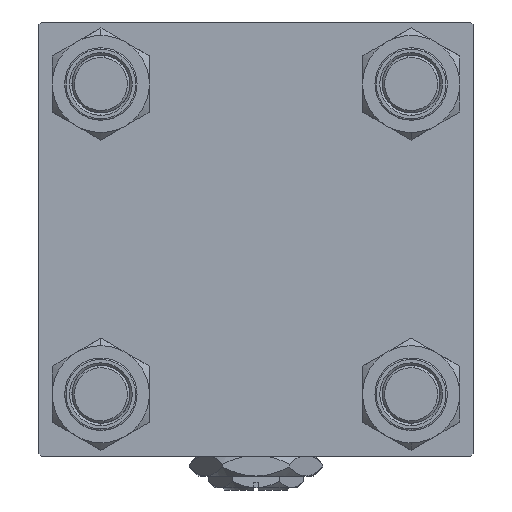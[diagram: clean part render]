
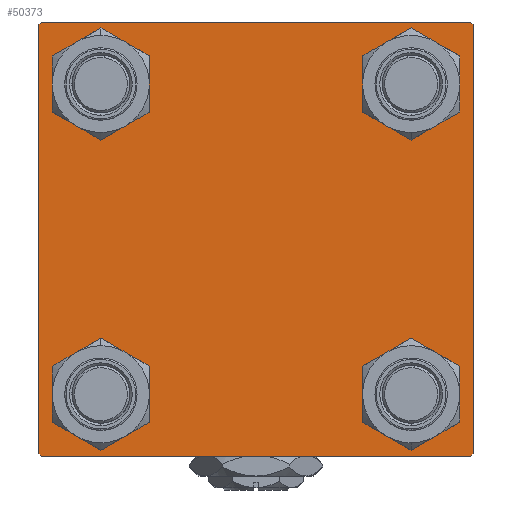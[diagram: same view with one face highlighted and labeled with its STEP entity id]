
A CAD part, left-side view. The second image highlights one B-rep face of the part: STEP entity #50373.
In plain terms, the highlighted planar face has unit normal (-1, 0, 0).
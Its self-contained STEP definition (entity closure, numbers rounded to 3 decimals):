
#147 = ORIENTED_EDGE ( 'NONE', *, *, #34433, .T. ) ;
#810 = ORIENTED_EDGE ( 'NONE', *, *, #17593, .T. ) ;
#2147 = DIRECTION ( 'NONE',  ( 1., 0., 0. ) ) ;
#2275 = FACE_BOUND ( 'NONE', #27395, .T. ) ;
#2622 = VERTEX_POINT ( 'NONE', #13896 ) ;
#2798 = CIRCLE ( 'NONE', #9548, 6.5 ) ;
#3231 = CARTESIAN_POINT ( 'NONE',  ( 0., -32.15, 32.15 ) ) ;
#4500 = EDGE_CURVE ( 'NONE', #44318, #12653, #28742, .T. ) ;
#4542 = CARTESIAN_POINT ( 'NONE',  ( 0., 32.15, -32.15 ) ) ;
#4663 = CARTESIAN_POINT ( 'NONE',  ( 0., -44.75, 44.75 ) ) ;
#4976 = VECTOR ( 'NONE', #50772, 1000. ) ;
#5976 = VERTEX_POINT ( 'NONE', #37409 ) ;
#7116 = DIRECTION ( 'NONE',  ( 0., 0., -1. ) ) ;
#8395 = DIRECTION ( 'NONE',  ( 0., -0.707, 0.707 ) ) ;
#8539 = DIRECTION ( 'NONE',  ( 1., 0., 0. ) ) ;
#8664 = CARTESIAN_POINT ( 'NONE',  ( 0., -44.75, -44.75 ) ) ;
#9499 = VERTEX_POINT ( 'NONE', #35752 ) ;
#9548 = AXIS2_PLACEMENT_3D ( 'NONE', #46839, #26167, #27220 ) ;
#9694 = CARTESIAN_POINT ( 'NONE',  ( 0., -45., -44.5 ) ) ;
#10231 = AXIS2_PLACEMENT_3D ( 'NONE', #47318, #14957, #39354 ) ;
#10306 = AXIS2_PLACEMENT_3D ( 'NONE', #4542, #37921, #32906 ) ;
#10352 = VECTOR ( 'NONE', #30054, 1000. ) ;
#10493 = FACE_OUTER_BOUND ( 'NONE', #50197, .T. ) ;
#11699 = DIRECTION ( 'NONE',  ( 0., 0., 1. ) ) ;
#11729 = DIRECTION ( 'NONE',  ( 0., 0., -1. ) ) ;
#11760 = VERTEX_POINT ( 'NONE', #48904 ) ;
#12309 = EDGE_CURVE ( 'NONE', #5976, #26502, #28012, .T. ) ;
#12653 = VERTEX_POINT ( 'NONE', #13494 ) ;
#12936 = CARTESIAN_POINT ( 'NONE',  ( 0., 32.15, -38.65 ) ) ;
#13494 = CARTESIAN_POINT ( 'NONE',  ( 0., 32.15, 38.65 ) ) ;
#13534 = ORIENTED_EDGE ( 'NONE', *, *, #4500, .T. ) ;
#13815 = DIRECTION ( 'NONE',  ( 0., 0., 1. ) ) ;
#13880 = LINE ( 'NONE', #26067, #10352 ) ;
#13896 = CARTESIAN_POINT ( 'NONE',  ( 0., 45., -44.5 ) ) ;
#13943 = FACE_BOUND ( 'NONE', #14265, .T. ) ;
#14016 = EDGE_CURVE ( 'NONE', #27057, #22457, #13880, .T. ) ;
#14169 = EDGE_CURVE ( 'NONE', #18986, #9499, #41647, .T. ) ;
#14265 = EDGE_LOOP ( 'NONE', ( #44233, #24855 ) ) ;
#14460 = CIRCLE ( 'NONE', #10231, 6.5 ) ;
#14678 = CARTESIAN_POINT ( 'NONE',  ( 0., 44.75, 44.75 ) ) ;
#14957 = DIRECTION ( 'NONE',  ( 1., 0., 0. ) ) ;
#15738 = ORIENTED_EDGE ( 'NONE', *, *, #51240, .T. ) ;
#16083 = LINE ( 'NONE', #8664, #26616 ) ;
#16818 = EDGE_CURVE ( 'NONE', #26502, #5976, #2798, .T. ) ;
#17593 = EDGE_CURVE ( 'NONE', #9499, #18986, #20592, .T. ) ;
#17724 = AXIS2_PLACEMENT_3D ( 'NONE', #23636, #31850, #11699 ) ;
#18196 = EDGE_LOOP ( 'NONE', ( #15738, #13534 ) ) ;
#18421 = FACE_BOUND ( 'NONE', #23058, .T. ) ;
#18745 = ORIENTED_EDGE ( 'NONE', *, *, #14169, .T. ) ;
#18986 = VERTEX_POINT ( 'NONE', #47927 ) ;
#19458 = EDGE_CURVE ( 'NONE', #22457, #48234, #16083, .T. ) ;
#19649 = DIRECTION ( 'NONE',  ( 1., 0., 0. ) ) ;
#19977 = ORIENTED_EDGE ( 'NONE', *, *, #23493, .F. ) ;
#20111 = VECTOR ( 'NONE', #7116, 1000. ) ;
#20592 = CIRCLE ( 'NONE', #49436, 6.5 ) ;
#21358 = LINE ( 'NONE', #4663, #46037 ) ;
#22168 = DIRECTION ( 'NONE',  ( 0., 0., 1. ) ) ;
#22457 = VERTEX_POINT ( 'NONE', #29906 ) ;
#23058 = EDGE_LOOP ( 'NONE', ( #46585, #42009 ) ) ;
#23493 = EDGE_CURVE ( 'NONE', #40386, #46312, #24042, .T. ) ;
#23636 = CARTESIAN_POINT ( 'NONE',  ( 0., 32.15, 32.15 ) ) ;
#24042 = LINE ( 'NONE', #31749, #45166 ) ;
#24589 = CARTESIAN_POINT ( 'NONE',  ( 0., -45., 44.5 ) ) ;
#24855 = ORIENTED_EDGE ( 'NONE', *, *, #47400, .T. ) ;
#24962 = CARTESIAN_POINT ( 'NONE',  ( 0., -32.15, 32.15 ) ) ;
#25970 = VECTOR ( 'NONE', #37472, 1000. ) ;
#26067 = CARTESIAN_POINT ( 'NONE',  ( 0., 45., -45. ) ) ;
#26167 = DIRECTION ( 'NONE',  ( 1., 0., 0. ) ) ;
#26502 = VERTEX_POINT ( 'NONE', #39168 ) ;
#26616 = VECTOR ( 'NONE', #8395, 1000. ) ;
#26659 = DIRECTION ( 'NONE',  ( -1., 0., 0. ) ) ;
#27057 = VERTEX_POINT ( 'NONE', #42231 ) ;
#27193 = CARTESIAN_POINT ( 'NONE',  ( 0., 32.15, 32.15 ) ) ;
#27220 = DIRECTION ( 'NONE',  ( 0., 0., 1. ) ) ;
#27256 = LINE ( 'NONE', #43426, #20111 ) ;
#27395 = EDGE_LOOP ( 'NONE', ( #810, #18745 ) ) ;
#27570 = EDGE_CURVE ( 'NONE', #39315, #46312, #21358, .T. ) ;
#28012 = CIRCLE ( 'NONE', #50083, 6.5 ) ;
#28014 = DIRECTION ( 'NONE',  ( 0., -1., 0. ) ) ;
#28742 = CIRCLE ( 'NONE', #17724, 6.5 ) ;
#29906 = CARTESIAN_POINT ( 'NONE',  ( 0., -44.5, -45. ) ) ;
#30054 = DIRECTION ( 'NONE',  ( 0., -1., 0. ) ) ;
#31749 = CARTESIAN_POINT ( 'NONE',  ( 0., 45., 45. ) ) ;
#31850 = DIRECTION ( 'NONE',  ( 1., 0., 0. ) ) ;
#31875 = LINE ( 'NONE', #35325, #32976 ) ;
#32504 = ORIENTED_EDGE ( 'NONE', *, *, #19458, .T. ) ;
#32585 = ORIENTED_EDGE ( 'NONE', *, *, #14016, .T. ) ;
#32735 = VERTEX_POINT ( 'NONE', #12936 ) ;
#32906 = DIRECTION ( 'NONE',  ( 0., 0., 1. ) ) ;
#32976 = VECTOR ( 'NONE', #11729, 1000. ) ;
#33382 = CARTESIAN_POINT ( 'NONE',  ( 0., -44.5, 45. ) ) ;
#33761 = CARTESIAN_POINT ( 'NONE',  ( 0., 44.75, -44.75 ) ) ;
#33793 = LINE ( 'NONE', #14678, #4976 ) ;
#33839 = CARTESIAN_POINT ( 'NONE',  ( 0., 0., 0. ) ) ;
#34433 = EDGE_CURVE ( 'NONE', #2622, #27057, #46211, .T. ) ;
#34612 = FACE_BOUND ( 'NONE', #18196, .T. ) ;
#34950 = ORIENTED_EDGE ( 'NONE', *, *, #27570, .T. ) ;
#35325 = CARTESIAN_POINT ( 'NONE',  ( 0., 45., 45. ) ) ;
#35619 = ORIENTED_EDGE ( 'NONE', *, *, #51013, .F. ) ;
#35752 = CARTESIAN_POINT ( 'NONE',  ( 0., -32.15, 38.65 ) ) ;
#36521 = CIRCLE ( 'NONE', #10306, 6.5 ) ;
#37159 = DIRECTION ( 'NONE',  ( 0., 0., 1. ) ) ;
#37409 = CARTESIAN_POINT ( 'NONE',  ( 0., -32.15, -25.65 ) ) ;
#37472 = DIRECTION ( 'NONE',  ( 0., -0.707, -0.707 ) ) ;
#37921 = DIRECTION ( 'NONE',  ( 1., 0., 0. ) ) ;
#38064 = PLANE ( 'NONE',  #48072 ) ;
#38455 = CARTESIAN_POINT ( 'NONE',  ( 0., -32.15, -32.15 ) ) ;
#38861 = EDGE_CURVE ( 'NONE', #40386, #49292, #33793, .T. ) ;
#39168 = CARTESIAN_POINT ( 'NONE',  ( 0., -32.15, -38.65 ) ) ;
#39315 = VERTEX_POINT ( 'NONE', #24589 ) ;
#39354 = DIRECTION ( 'NONE',  ( 0., 0., 1. ) ) ;
#39795 = DIRECTION ( 'NONE',  ( 0., 0., 1. ) ) ;
#40386 = VERTEX_POINT ( 'NONE', #50644 ) ;
#40468 = AXIS2_PLACEMENT_3D ( 'NONE', #27193, #43364, #43877 ) ;
#40695 = DIRECTION ( 'NONE',  ( 0., 0.707, 0.707 ) ) ;
#41647 = CIRCLE ( 'NONE', #51859, 6.5 ) ;
#42009 = ORIENTED_EDGE ( 'NONE', *, *, #16818, .T. ) ;
#42231 = CARTESIAN_POINT ( 'NONE',  ( 0., 44.5, -45. ) ) ;
#43022 = CIRCLE ( 'NONE', #40468, 6.5 ) ;
#43364 = DIRECTION ( 'NONE',  ( 1., 0., 0. ) ) ;
#43426 = CARTESIAN_POINT ( 'NONE',  ( 0., -45., 45. ) ) ;
#43877 = DIRECTION ( 'NONE',  ( 0., 0., 1. ) ) ;
#43959 = EDGE_CURVE ( 'NONE', #49292, #2622, #31875, .T. ) ;
#44233 = ORIENTED_EDGE ( 'NONE', *, *, #49611, .T. ) ;
#44318 = VERTEX_POINT ( 'NONE', #51989 ) ;
#45166 = VECTOR ( 'NONE', #28014, 1000. ) ;
#45538 = ORIENTED_EDGE ( 'NONE', *, *, #38861, .T. ) ;
#46037 = VECTOR ( 'NONE', #40695, 1000. ) ;
#46211 = LINE ( 'NONE', #33761, #25970 ) ;
#46312 = VERTEX_POINT ( 'NONE', #33382 ) ;
#46585 = ORIENTED_EDGE ( 'NONE', *, *, #12309, .T. ) ;
#46839 = CARTESIAN_POINT ( 'NONE',  ( 0., -32.15, -32.15 ) ) ;
#47318 = CARTESIAN_POINT ( 'NONE',  ( 0., 32.15, -32.15 ) ) ;
#47400 = EDGE_CURVE ( 'NONE', #32735, #11760, #14460, .T. ) ;
#47927 = CARTESIAN_POINT ( 'NONE',  ( 0., -32.15, 25.65 ) ) ;
#47984 = CARTESIAN_POINT ( 'NONE',  ( 0., 45., 44.5 ) ) ;
#48072 = AXIS2_PLACEMENT_3D ( 'NONE', #33839, #26659, #22168 ) ;
#48234 = VERTEX_POINT ( 'NONE', #9694 ) ;
#48904 = CARTESIAN_POINT ( 'NONE',  ( 0., 32.15, -25.65 ) ) ;
#49292 = VERTEX_POINT ( 'NONE', #47984 ) ;
#49436 = AXIS2_PLACEMENT_3D ( 'NONE', #3231, #19649, #39795 ) ;
#49611 = EDGE_CURVE ( 'NONE', #11760, #32735, #36521, .T. ) ;
#50083 = AXIS2_PLACEMENT_3D ( 'NONE', #38455, #2147, #13815 ) ;
#50197 = EDGE_LOOP ( 'NONE', ( #51154, #147, #32585, #32504, #35619, #34950, #19977, #45538 ) ) ;
#50373 = ADVANCED_FACE ( 'NONE', ( #2275, #18421, #13943, #34612, #10493 ), #38064, .T. ) ;
#50644 = CARTESIAN_POINT ( 'NONE',  ( 0., 44.5, 45. ) ) ;
#50772 = DIRECTION ( 'NONE',  ( 0., 0.707, -0.707 ) ) ;
#51013 = EDGE_CURVE ( 'NONE', #39315, #48234, #27256, .T. ) ;
#51154 = ORIENTED_EDGE ( 'NONE', *, *, #43959, .T. ) ;
#51240 = EDGE_CURVE ( 'NONE', #12653, #44318, #43022, .T. ) ;
#51859 = AXIS2_PLACEMENT_3D ( 'NONE', #24962, #8539, #37159 ) ;
#51989 = CARTESIAN_POINT ( 'NONE',  ( 0., 32.15, 25.65 ) ) ;
